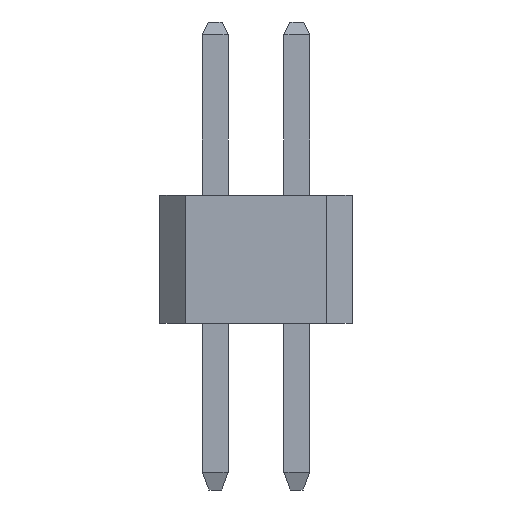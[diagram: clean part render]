
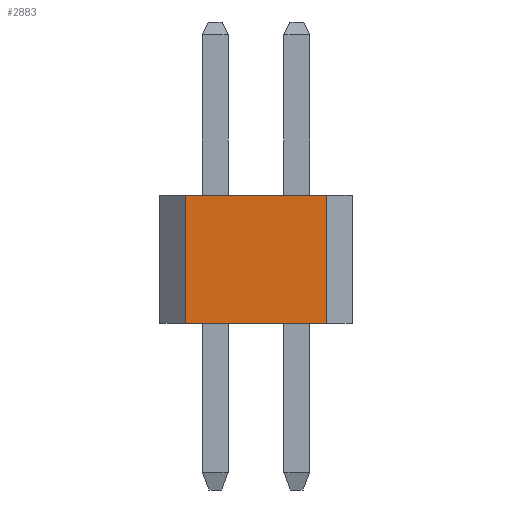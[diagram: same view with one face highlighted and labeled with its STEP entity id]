
A CAD part, left-side view. The second image highlights one B-rep face of the part: STEP entity #2883.
In plain terms, the highlighted planar face has unit normal (-1, 0, 0).
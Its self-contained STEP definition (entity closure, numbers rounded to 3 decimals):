
#14 = VECTOR ( 'NONE', #2152, 1000. ) ;
#123 = DIRECTION ( 'NONE',  ( 0., -1., 0. ) ) ;
#138 = VERTEX_POINT ( 'NONE', #7876 ) ;
#145 = CARTESIAN_POINT ( 'NONE',  ( -0.635, -1.1, 2. ) ) ;
#795 = PLANE ( 'NONE',  #6101 ) ;
#1580 = EDGE_CURVE ( 'NONE', #138, #4757, #7538, .T. ) ;
#1674 = VECTOR ( 'NONE', #9450, 1000. ) ;
#1787 = ORIENTED_EDGE ( 'NONE', *, *, #1580, .T. ) ;
#1876 = EDGE_LOOP ( 'NONE', ( #3810, #9022, #8653, #1787 ) ) ;
#2152 = DIRECTION ( 'NONE',  ( 0., 0., -1. ) ) ;
#2386 = DIRECTION ( 'NONE',  ( 1., 0., 0. ) ) ;
#2472 = EDGE_CURVE ( 'NONE', #138, #5014, #2835, .T. ) ;
#2740 = LINE ( 'NONE', #5482, #6798 ) ;
#2835 = LINE ( 'NONE', #4354, #6884 ) ;
#2883 = ADVANCED_FACE ( 'NONE', ( #4971 ), #795, .F. ) ;
#3453 = VERTEX_POINT ( 'NONE', #4664 ) ;
#3810 = ORIENTED_EDGE ( 'NONE', *, *, #5615, .T. ) ;
#4098 = CARTESIAN_POINT ( 'NONE',  ( -0.635, 1.1, 2. ) ) ;
#4354 = CARTESIAN_POINT ( 'NONE',  ( -0.635, 1.1, 2. ) ) ;
#4664 = CARTESIAN_POINT ( 'NONE',  ( -0.635, -1.1, 0. ) ) ;
#4757 = VERTEX_POINT ( 'NONE', #6004 ) ;
#4971 = FACE_OUTER_BOUND ( 'NONE', #1876, .T. ) ;
#5014 = VERTEX_POINT ( 'NONE', #145 ) ;
#5482 = CARTESIAN_POINT ( 'NONE',  ( -0.635, 1.1, 0. ) ) ;
#5615 = EDGE_CURVE ( 'NONE', #4757, #3453, #2740, .T. ) ;
#5909 = LINE ( 'NONE', #7518, #14 ) ;
#6004 = CARTESIAN_POINT ( 'NONE',  ( -0.635, 1.1, 0. ) ) ;
#6101 = AXIS2_PLACEMENT_3D ( 'NONE', #6952, #2386, #7722 ) ;
#6798 = VECTOR ( 'NONE', #123, 1000. ) ;
#6884 = VECTOR ( 'NONE', #9709, 1000. ) ;
#6952 = CARTESIAN_POINT ( 'NONE',  ( -0.635, 1.1, 2. ) ) ;
#7518 = CARTESIAN_POINT ( 'NONE',  ( -0.635, -1.1, 2. ) ) ;
#7538 = LINE ( 'NONE', #4098, #1674 ) ;
#7722 = DIRECTION ( 'NONE',  ( 0., 1., 0. ) ) ;
#7876 = CARTESIAN_POINT ( 'NONE',  ( -0.635, 1.1, 2. ) ) ;
#8484 = EDGE_CURVE ( 'NONE', #5014, #3453, #5909, .T. ) ;
#8653 = ORIENTED_EDGE ( 'NONE', *, *, #2472, .F. ) ;
#9022 = ORIENTED_EDGE ( 'NONE', *, *, #8484, .F. ) ;
#9450 = DIRECTION ( 'NONE',  ( 0., 0., -1. ) ) ;
#9709 = DIRECTION ( 'NONE',  ( 0., -1., 0. ) ) ;
